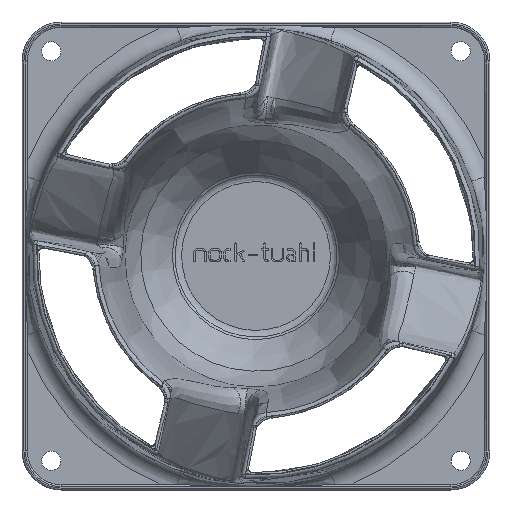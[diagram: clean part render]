
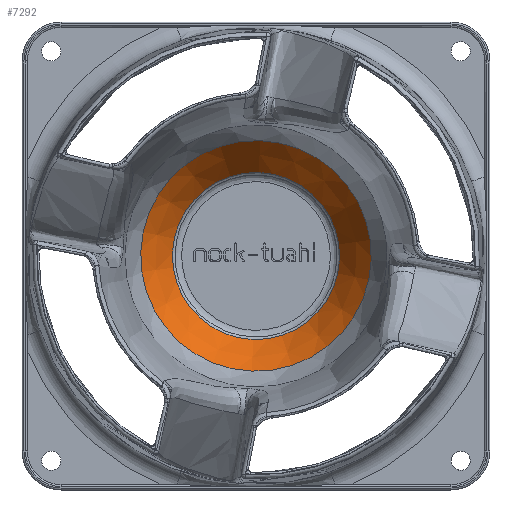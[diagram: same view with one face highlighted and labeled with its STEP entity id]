
A CAD part, top view. The second image highlights one B-rep face of the part: STEP entity #7292.
In plain terms, the highlighted conical face has half-angle 33.009 degrees and reference radius 33.328 mm.
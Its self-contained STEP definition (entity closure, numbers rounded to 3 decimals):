
#116=CONICAL_SURFACE('',#7946,33.328,0.576);
#955=CIRCLE('',#7947,30.573);
#956=CIRCLE('',#7948,21.427);
#957=CIRCLE('',#7949,21.427);
#958=CIRCLE('',#7950,30.573);
#1448=FACE_OUTER_BOUND('',#1888,.T.);
#1888=EDGE_LOOP('',(#6697,#6698,#6699,#6700,#6701,#6702));
#2289=LINE('',#31062,#2678);
#2678=VECTOR('',#9613,33.328);
#3386=VERTEX_POINT('',#31058);
#3387=VERTEX_POINT('',#31059);
#3388=VERTEX_POINT('',#31061);
#3389=VERTEX_POINT('',#31063);
#4500=EDGE_CURVE('',#3386,#3387,#955,.T.);
#4501=EDGE_CURVE('',#3387,#3388,#2289,.T.);
#4502=EDGE_CURVE('',#3388,#3389,#956,.F.);
#4503=EDGE_CURVE('',#3389,#3388,#957,.F.);
#4504=EDGE_CURVE('',#3387,#3386,#958,.T.);
#6697=ORIENTED_EDGE('',*,*,#4500,.T.);
#6698=ORIENTED_EDGE('',*,*,#4501,.T.);
#6699=ORIENTED_EDGE('',*,*,#4502,.T.);
#6700=ORIENTED_EDGE('',*,*,#4503,.T.);
#6701=ORIENTED_EDGE('',*,*,#4501,.F.);
#6702=ORIENTED_EDGE('',*,*,#4504,.T.);
#7292=ADVANCED_FACE('',(#1448),#116,.T.);
#7946=AXIS2_PLACEMENT_3D('',#31057,#9609,#9610);
#7947=AXIS2_PLACEMENT_3D('',#31060,#9611,#9612);
#7948=AXIS2_PLACEMENT_3D('',#31064,#9614,#9615);
#7949=AXIS2_PLACEMENT_3D('',#31065,#9616,#9617);
#7950=AXIS2_PLACEMENT_3D('',#31066,#9618,#9619);
#9609=DIRECTION('center_axis',(0.,0.,1.));
#9610=DIRECTION('ref_axis',(0.978,-0.208,0.));
#9611=DIRECTION('center_axis',(0.,0.,-1.));
#9612=DIRECTION('ref_axis',(-0.978,0.208,0.));
#9613=DIRECTION('',(0.533,-0.113,-0.839));
#9614=DIRECTION('center_axis',(0.,0.,-1.));
#9615=DIRECTION('ref_axis',(-0.978,0.208,0.));
#9616=DIRECTION('center_axis',(0.,0.,-1.));
#9617=DIRECTION('ref_axis',(-0.978,0.208,0.));
#9618=DIRECTION('center_axis',(0.,0.,-1.));
#9619=DIRECTION('ref_axis',(-0.978,0.208,0.));
#31057=CARTESIAN_POINT('Origin',(-15.,30.,19.231));
#31058=CARTESIAN_POINT('',(14.905,23.644,14.99));
#31059=CARTESIAN_POINT('',(-44.905,36.356,14.99));
#31060=CARTESIAN_POINT('Origin',(-15.,30.,14.99));
#31061=CARTESIAN_POINT('',(-35.958,34.455,0.91));
#31062=CARTESIAN_POINT('',(-47.6,36.929,19.231));
#31063=CARTESIAN_POINT('',(5.958,25.545,0.91));
#31064=CARTESIAN_POINT('Origin',(-15.,30.,0.91));
#31065=CARTESIAN_POINT('Origin',(-15.,30.,0.91));
#31066=CARTESIAN_POINT('Origin',(-15.,30.,14.99));
